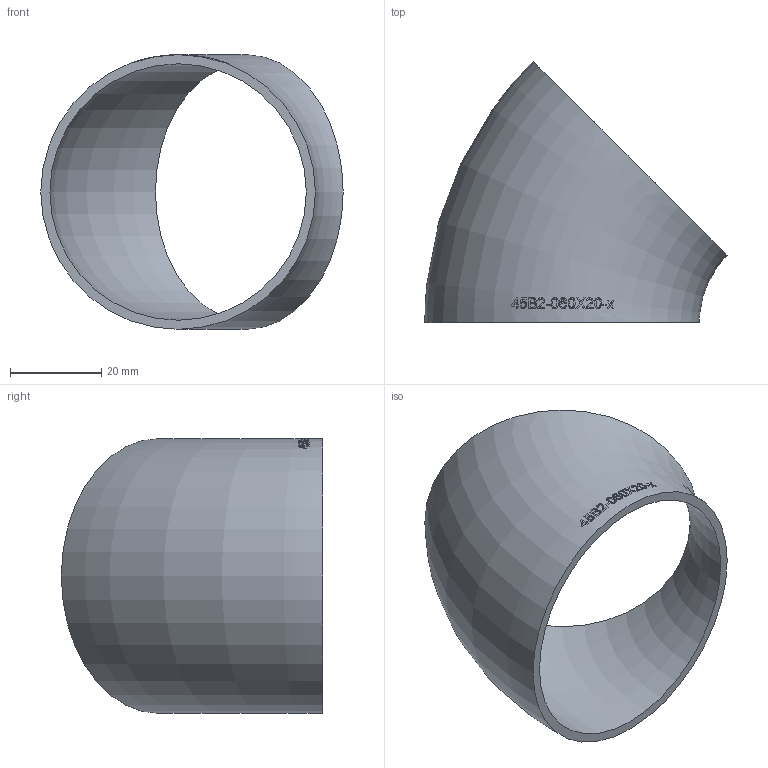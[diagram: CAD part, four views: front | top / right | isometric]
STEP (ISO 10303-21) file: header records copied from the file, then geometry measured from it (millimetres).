
FILE_DESCRIPTION (( 'STEP AP214' ), '1' );
FILE_NAME ('45B2-060X20-x Bogen 2005.STEP', '2020-05-05T09:42:58', ( '' ), ( '' ), 'SwSTEP 2.0', 'SolidWorks 2019', '' );
FILE_SCHEMA (( 'AUTOMOTIVE_DESIGN' ));
Length unit declared in the file: millimetre
Products named in the file (1): 45B2-060X20-x Bogen 2005
Bounding box: 66.41 x 57.38 x 60.3 mm (x, y, z)
Volume: 14672 mm3; surface area: 15409.9 mm2
Topology: 1 solids, 1 shells, 185 faces, 493 edges, 329 vertices
Faces by surface type: bspline 160, torus 23, plane 2
Entity records: 19667 total; most frequent: CARTESIAN_POINT 14595, ORIENTED_EDGE 968, EDGE_CURVE 484, B_SPLINE_CURVE_WITH_KNOTS 480, VERTEX_POINT 324, EDGE_LOOP 208, FACE_OUTER_BOUND 186, ADVANCED_FACE 184
